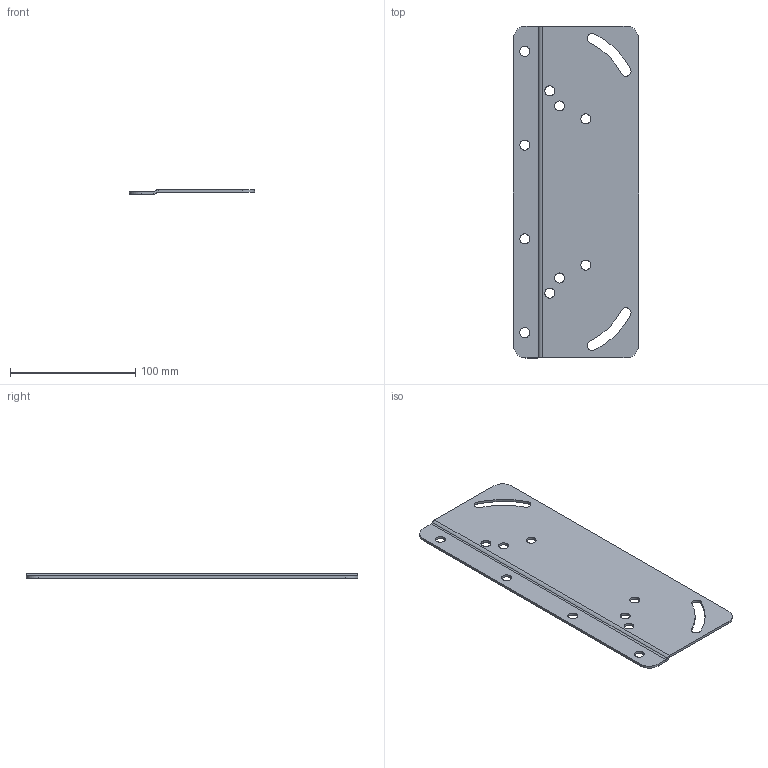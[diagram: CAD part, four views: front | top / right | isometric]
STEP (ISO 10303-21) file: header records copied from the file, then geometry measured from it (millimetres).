
FILE_DESCRIPTION (( 'STEP AP214' ), '1' );
FILE_NAME ('722.000-01.STEP', '2025-08-20T10:42:59', ( '' ), ( '' ), 'SwSTEP 2.0', 'SolidWorks 2021', '' );
FILE_SCHEMA (( 'AUTOMOTIVE_DESIGN' ));
Length unit declared in the file: millimetre
Products named in the file (1): 722.000-01
Bounding box: 100 x 265.5 x 3.76 mm (x, y, z)
Volume: 50750 mm3; surface area: 53088.1 mm2
Topology: 1 solids, 1 shells, 52 faces, 138 edges, 88 vertices
Faces by surface type: cylinder 38, plane 14
Entity records: 1724 total; most frequent: DIRECTION 320, CARTESIAN_POINT 279, ORIENTED_EDGE 276, EDGE_CURVE 138, AXIS2_PLACEMENT_3D 129, VERTEX_POINT 88, CIRCLE 76, EDGE_LOOP 76
